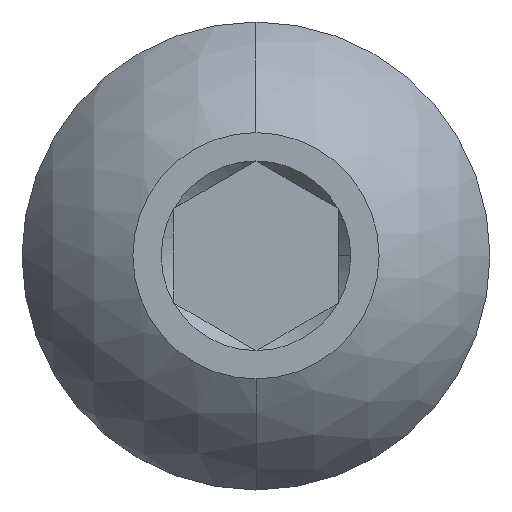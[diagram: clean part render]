
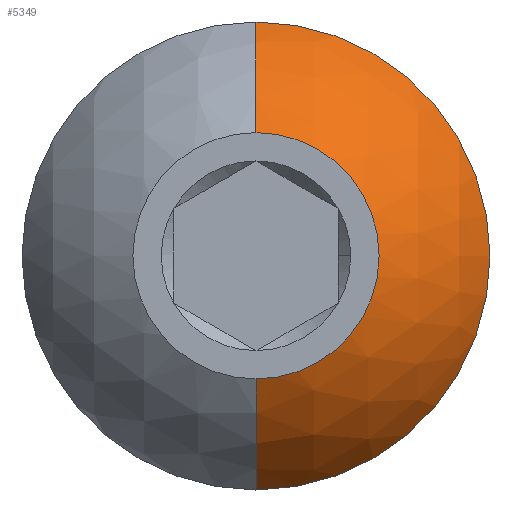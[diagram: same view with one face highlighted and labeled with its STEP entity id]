
A CAD part, top view. The second image highlights one B-rep face of the part: STEP entity #5349.
In plain terms, the highlighted spherical face has radius 3.172 mm.
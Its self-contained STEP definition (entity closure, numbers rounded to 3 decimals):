
#707 = ORIENTED_EDGE ( 'NONE', *, *, #2044, .T. ) ;
#709 = ORIENTED_EDGE ( 'NONE', *, *, #2096, .F. ) ;
#711 = ORIENTED_EDGE ( 'NONE', *, *, #2098, .T. ) ;
#715 = ORIENTED_EDGE ( 'NONE', *, *, #1874, .T. ) ;
#723 = ORIENTED_EDGE ( 'NONE', *, *, #2043, .F. ) ;
#1168 = CARTESIAN_POINT ( 'NONE',  ( 0., 0., -2.795 ) ) ;
#1169 = DIRECTION ( 'NONE',  ( -1., 0., 0. ) ) ;
#1170 = DIRECTION ( 'NONE',  ( 0., -1., 0. ) ) ;
#1173 = CARTESIAN_POINT ( 'NONE',  ( 0., 0., -2.795 ) ) ;
#1174 = DIRECTION ( 'NONE',  ( 1., 0., 0. ) ) ;
#1175 = DIRECTION ( 'NONE',  ( 0., 1., 0. ) ) ;
#1452 = CARTESIAN_POINT ( 'NONE',  ( 0., 0., 0. ) ) ;
#1453 = DIRECTION ( 'NONE',  ( 0., 0., 1. ) ) ;
#1454 = DIRECTION ( 'NONE',  ( 1., 0., 0. ) ) ;
#1457 = CARTESIAN_POINT ( 'NONE',  ( 0., 0., -1.403 ) ) ;
#1458 = DIRECTION ( 'NONE',  ( 0., 0., 1. ) ) ;
#1459 = DIRECTION ( 'NONE',  ( 1., 0., 0. ) ) ;
#1839 = AXIS2_PLACEMENT_3D ( 'NONE', #1173, #1174, #1175 ) ;
#1848 = AXIS2_PLACEMENT_3D ( 'NONE', #1452, #1453, #1454 ) ;
#1851 = AXIS2_PLACEMENT_3D ( 'NONE', #1168, #1169, #1170 ) ;
#1854 = AXIS2_PLACEMENT_3D ( 'NONE', #6622, #6620, #6618 ) ;
#1874 = EDGE_CURVE ( 'NONE', #4975, #4981, #5267, .T. ) ;
#1969 = AXIS2_PLACEMENT_3D ( 'NONE', #2302, #2300, #2305 ) ;
#2043 = EDGE_CURVE ( 'NONE', #4982, #4978, #5411, .T. ) ;
#2044 = EDGE_CURVE ( 'NONE', #4981, #4989, #5399, .T. ) ;
#2096 = EDGE_CURVE ( 'NONE', #4978, #4989, #5560, .T. ) ;
#2098 = EDGE_CURVE ( 'NONE', #4982, #4975, #5549, .T. ) ;
#2233 = AXIS2_PLACEMENT_3D ( 'NONE', #1457, #1458, #1459 ) ;
#2300 = DIRECTION ( 'NONE',  ( 1., 0., 0. ) ) ;
#2302 = CARTESIAN_POINT ( 'NONE',  ( 0., 0., -2.795 ) ) ;
#2305 = DIRECTION ( 'NONE',  ( 0., -1., 0. ) ) ;
#3822 = CARTESIAN_POINT ( 'NONE',  ( 0., -1.5, 0. ) ) ;
#3823 = CARTESIAN_POINT ( 'NONE',  ( 0., -2.85, -1.403 ) ) ;
#3855 = CARTESIAN_POINT ( 'NONE',  ( 2.85, 0., -1.403 ) ) ;
#3859 = CARTESIAN_POINT ( 'NONE',  ( 0., 2.85, -1.403 ) ) ;
#3866 = CARTESIAN_POINT ( 'NONE',  ( 0., 1.5, 0. ) ) ;
#4975 = VERTEX_POINT ( 'NONE', #3855 ) ;
#4978 = VERTEX_POINT ( 'NONE', #3822 ) ;
#4981 = VERTEX_POINT ( 'NONE', #3859 ) ;
#4982 = VERTEX_POINT ( 'NONE', #3823 ) ;
#4989 = VERTEX_POINT ( 'NONE', #3866 ) ;
#5173 = EDGE_LOOP ( 'NONE', ( #711, #715, #707, #709, #723 ) ) ;
#5267 = CIRCLE ( 'NONE', #1854, 2.85 ) ;
#5349 = ADVANCED_FACE ( 'NONE', ( #5937 ), #5935, .T. ) ;
#5399 = CIRCLE ( 'NONE', #1839, 3.172 ) ;
#5411 = CIRCLE ( 'NONE', #1851, 3.172 ) ;
#5549 = CIRCLE ( 'NONE', #2233, 2.85 ) ;
#5560 = CIRCLE ( 'NONE', #1848, 1.5 ) ;
#5935 = SPHERICAL_SURFACE ( 'NONE', #1969, 3.172 ) ;
#5937 = FACE_OUTER_BOUND ( 'NONE', #5173, .T. ) ;
#6618 = DIRECTION ( 'NONE',  ( 1., 0., 0. ) ) ;
#6620 = DIRECTION ( 'NONE',  ( 0., 0., 1. ) ) ;
#6622 = CARTESIAN_POINT ( 'NONE',  ( 0., 0., -1.403 ) ) ;
